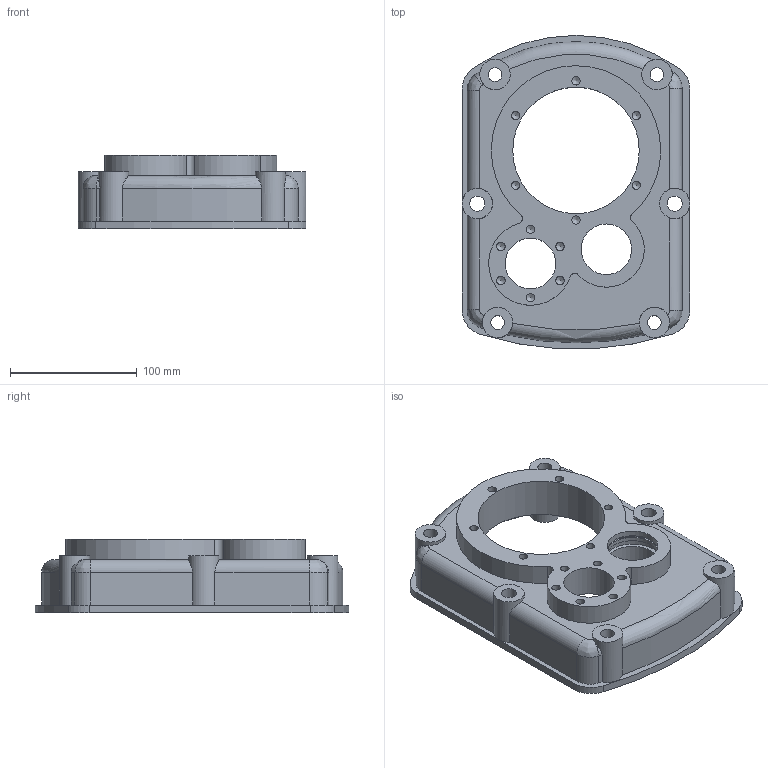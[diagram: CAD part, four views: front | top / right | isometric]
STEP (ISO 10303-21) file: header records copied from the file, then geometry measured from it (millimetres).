
FILE_DESCRIPTION(/* description */ (''),/* implementation_level */ '2;1');
FILE_NAME(/* name */ 'Part 077.stp',/* time_stamp */ '2015-02-24T14:58:23+02:00',/* author */ ('SFC'),/* organization */ (''),/* preprocessor_version */ 'ST-DEVELOPER v15.2',/* originating_system */ 'Autodesk Inventor 2014',/* authorisation */ '');
FILE_SCHEMA (('AUTOMOTIVE_DESIGN { 1 0 10303 214 3 1 1 }'));
Length unit declared in the file: millimetre
Products named in the file (1): Part 077
Bounding box: 180 x 247.52 x 58 mm (x, y, z)
Volume: 562865.6 mm3; surface area: 167190 mm2
Topology: 1 solids, 1 shells, 140 faces, 375 edges, 244 vertices
Faces by surface type: cylinder 86, plane 29, cone 14, torus 7, bspline 4
Full cylindrical faces by diameter (mm): 6.647 x12, 11 x4, 12 x2, 14 x2, 24 x6, 40 x4, 42.5 x1, 45.6 x1, 100 x1, 118 x1
Entity records: 4201 total; most frequent: CARTESIAN_POINT 850, DIRECTION 750, ORIENTED_EDGE 600, AXIS2_PLACEMENT_3D 329, EDGE_CURVE 300, VERTEX_POINT 217, EDGE_LOOP 213, CIRCLE 192
